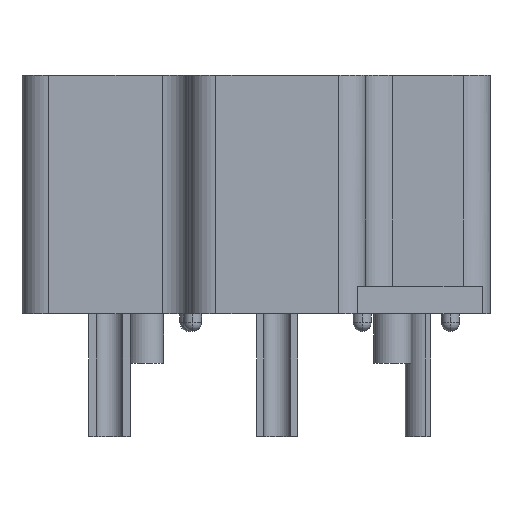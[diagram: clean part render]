
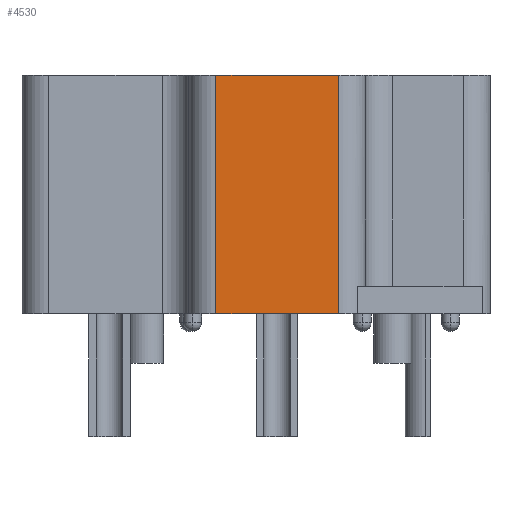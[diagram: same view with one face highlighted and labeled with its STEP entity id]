
A CAD part, front view. The second image highlights one B-rep face of the part: STEP entity #4530.
In plain terms, the highlighted planar face has unit normal (0, -1, 0).
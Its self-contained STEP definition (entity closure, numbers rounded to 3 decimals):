
#892=ORIENTED_EDGE('',*,*,#1540,.T.);
#893=ORIENTED_EDGE('',*,*,#1537,.T.);
#894=ORIENTED_EDGE('',*,*,#1541,.F.);
#895=ORIENTED_EDGE('',*,*,#1542,.F.);
#1537=EDGE_CURVE('',#1837,#1838,#2188,.T.);
#1540=EDGE_CURVE('',#1839,#1837,#2189,.T.);
#1541=EDGE_CURVE('',#1840,#1838,#2190,.T.);
#1542=EDGE_CURVE('',#1839,#1840,#2191,.T.);
#1837=VERTEX_POINT('',#6669);
#1838=VERTEX_POINT('',#6670);
#1839=VERTEX_POINT('',#6675);
#1840=VERTEX_POINT('',#6677);
#2188=LINE('',#6668,#2539);
#2189=LINE('',#6674,#2540);
#2190=LINE('',#6676,#2541);
#2191=LINE('',#6678,#2542);
#2539=VECTOR('',#5723,1000.);
#2540=VECTOR('',#5730,1000.);
#2541=VECTOR('',#5731,1000.);
#2542=VECTOR('',#5732,1000.);
#2716=EDGE_LOOP('',(#892,#893,#894,#895));
#2919=FACE_BOUND('',#2716,.T.);
#3066=PLANE('',#4818);
#4530=ADVANCED_FACE('',(#2919),#3066,.T.);
#4818=AXIS2_PLACEMENT_3D('',#6673,#5728,#5729);
#5723=DIRECTION('',(0.,0.,-1.));
#5728=DIRECTION('',(0.,-1.,0.));
#5729=DIRECTION('',(1.,0.,0.));
#5730=DIRECTION('',(-1.,0.,0.));
#5731=DIRECTION('',(-1.,0.,0.));
#5732=DIRECTION('',(0.,0.,-1.));
#6668=CARTESIAN_POINT('',(-3.476,-12.,0.));
#6669=CARTESIAN_POINT('',(-3.476,-12.,0.));
#6670=CARTESIAN_POINT('',(-3.476,-12.,-13.487));
#6673=CARTESIAN_POINT('',(-5.,-12.,0.));
#6674=CARTESIAN_POINT('',(3.476,-12.,0.));
#6675=CARTESIAN_POINT('',(3.476,-12.,0.));
#6676=CARTESIAN_POINT('',(3.476,-12.,-13.487));
#6677=CARTESIAN_POINT('',(3.476,-12.,-13.487));
#6678=CARTESIAN_POINT('',(3.476,-12.,0.));
